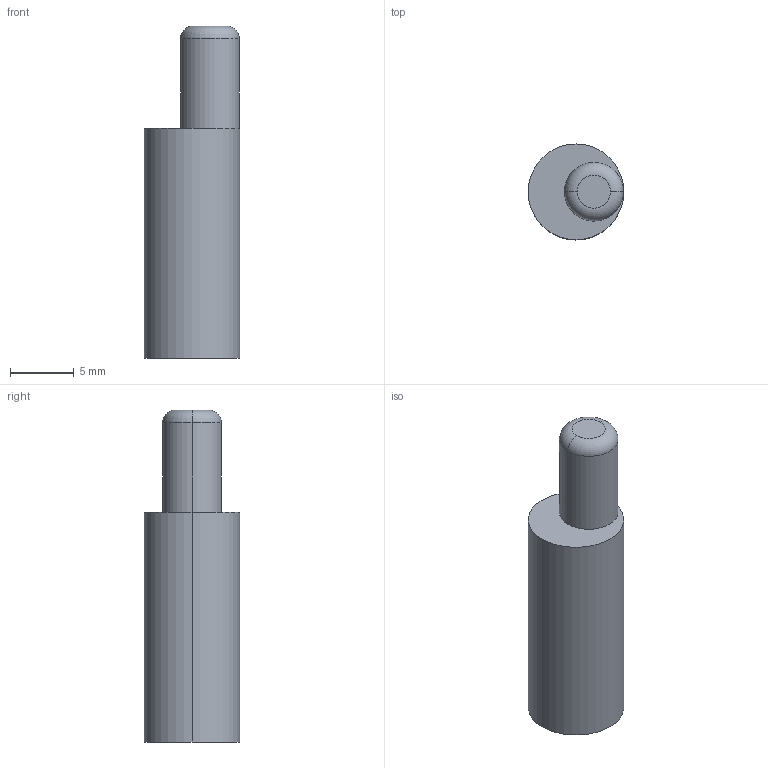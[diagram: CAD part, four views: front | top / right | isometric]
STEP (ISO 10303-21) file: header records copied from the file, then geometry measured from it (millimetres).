
FILE_DESCRIPTION(('Creo Elements/Direct Modeling STEP Export'),'2;1');
FILE_NAME('0lndrr04ol4nf222948','2019-01-10T 9:29:57',(''),(''),'PTC Creo Elements/Direct Modeling STEP processor for AP214 (Solid Model)','PTC Creo Elements/Direct Modeling 19.0B 21-Mar-2015 (C) Parametric Technology GmbH','');
FILE_SCHEMA(('AUTOMOTIVE_DESIGN { 1 0 10303 214 1 1 1 1 }'));
Length unit declared in the file: millimetre
Products named in the file (1): CGT_16
Bounding box: 7.5 x 7.5 x 26 mm (x, y, z)
Volume: 555.1 mm3; surface area: 880.9 mm2
Topology: 1 solids, 1 shells, 15 faces, 32 edges, 19 vertices
Faces by surface type: cylinder 6, cone 4, plane 3, torus 2
Entity records: 372 total; most frequent: DIRECTION 62, ORIENTED_EDGE 60, CARTESIAN_POINT 55, EDGE_CURVE 30, AXIS2_PLACEMENT_3D 26, VERTEX_POINT 19, EDGE_LOOP 17, FACE_OUTER_BOUND 15
